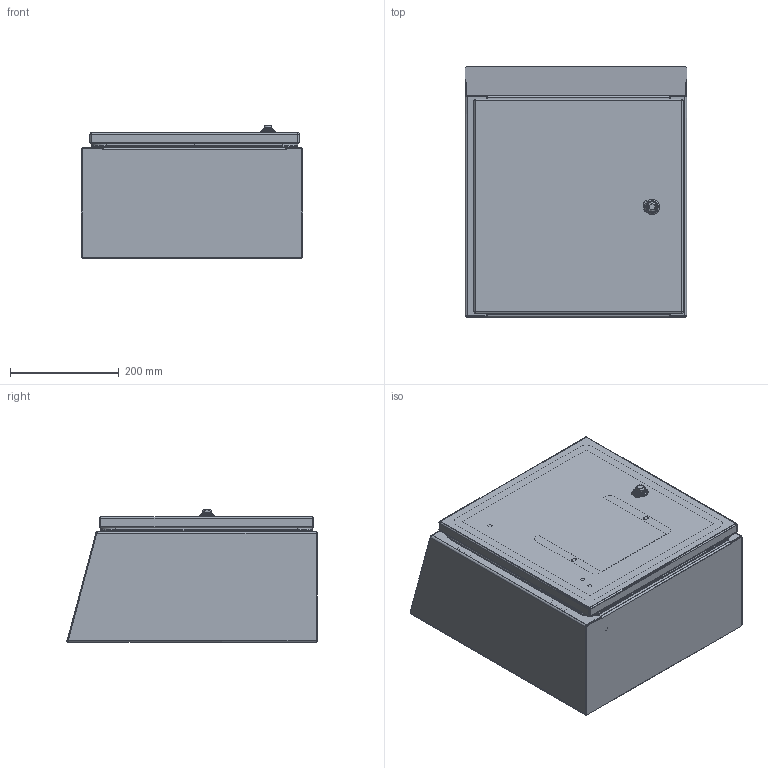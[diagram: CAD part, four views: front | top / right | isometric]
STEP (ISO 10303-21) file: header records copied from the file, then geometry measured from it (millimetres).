
FILE_DESCRIPTION (( 'STEP AP214' ), '1' );
FILE_NAME ('SCE-16K1608SSST.STEP', '2021-08-13T18:01:02', ( '' ), ( '' ), 'SwSTEP 2.0', 'SolidWorks 2021', '' );
FILE_SCHEMA (( 'AUTOMOTIVE_DESIGN' ));
Length unit declared in the file: inch
Products named in the file (1): SCE-16K1608SSST
Bounding box: 406.4 x 459.89 x 243.43 mm (x, y, z)
Volume: 2320543.3 mm3; surface area: 2142633 mm2
Topology: 44 solids, 44 shells, 2830 faces, 7374 edges, 4493 vertices
Faces by surface type: bspline 1063, plane 966, cylinder 645, cone 84, torus 36, sphere 36
Full cylindrical faces by diameter (mm): 3.454 x2, 3.95 x4, 3.962 x4, 3.978 x2, 4.978 x8, 5 x1, 5.105 x4, 5.232 x6, 5.5 x1, 6.299 x6, 6.363 x4, 6.756 x2, 7.137 x2, 8 x1, 8.433 x4, 9.296 x4, 9.322 x4, 9.525 x4, 9.9 x1, 10 x1, 10.414 x2, 11.113 x4, 12.5 x1, 12.7 x4, 13.5 x1, 14.288 x4, 16 x1, 16.1 x1, 17 x1, 19.8 x1
Entity records: 193521 total; most frequent: CARTESIAN_POINT 98888, ORIENTED_EDGE 13752, DIRECTION 8919, EDGE_CURVE 6876, VERTEX_POINT 4384, AXIS2_PLACEMENT_3D 3344, EDGE_LOOP 3170, FACE_OUTER_BOUND 2984
